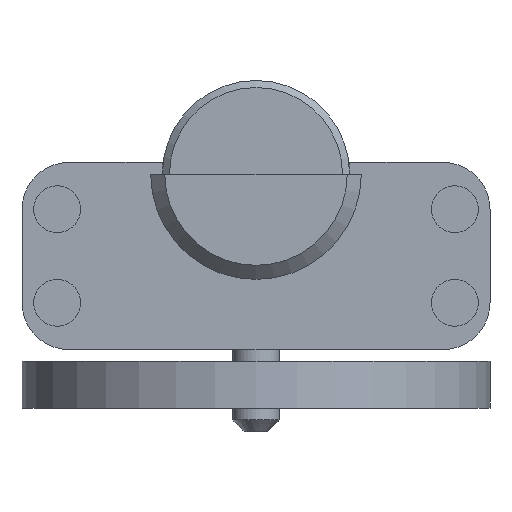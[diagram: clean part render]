
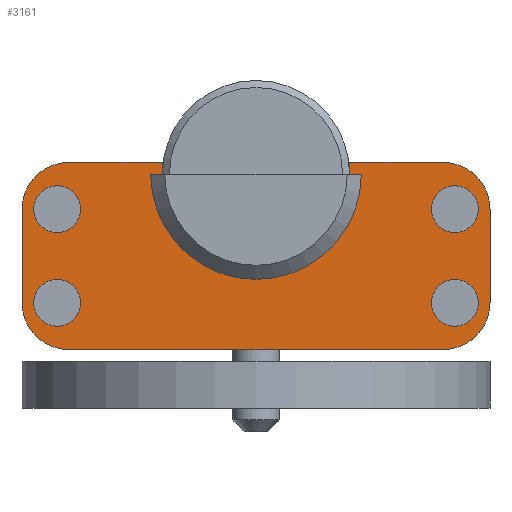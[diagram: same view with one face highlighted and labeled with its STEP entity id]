
A CAD part, front view. The second image highlights one B-rep face of the part: STEP entity #3161.
In plain terms, the highlighted planar face has unit normal (0, -1, 0).
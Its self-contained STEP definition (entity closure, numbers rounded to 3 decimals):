
#130=FACE_BOUND('',#352,.T.);
#131=FACE_BOUND('',#353,.T.);
#132=FACE_BOUND('',#354,.T.);
#133=FACE_BOUND('',#355,.T.);
#170=FACE_OUTER_BOUND('',#351,.T.);
#351=EDGE_LOOP('',(#2026,#2027,#2028,#2029,#2030,#2031,#2032,#2033,#2034,
#2035,#2036,#2037,#2038,#2039));
#352=EDGE_LOOP('',(#2040));
#353=EDGE_LOOP('',(#2041));
#354=EDGE_LOOP('',(#2042));
#355=EDGE_LOOP('',(#2043));
#572=CIRCLE('',#3526,20.);
#573=CIRCLE('',#3527,20.);
#574=CIRCLE('',#3528,40.);
#575=CIRCLE('',#3529,45.);
#576=CIRCLE('',#3530,40.);
#577=CIRCLE('',#3531,20.);
#578=CIRCLE('',#3532,20.);
#579=CIRCLE('',#3533,10.);
#580=CIRCLE('',#3534,10.);
#581=CIRCLE('',#3535,10.);
#582=CIRCLE('',#3536,10.);
#727=LINE('',#4855,#1010);
#728=LINE('',#4859,#1011);
#729=LINE('',#4863,#1012);
#730=LINE('',#4867,#1013);
#731=LINE('',#4871,#1014);
#732=LINE('',#4875,#1015);
#733=LINE('',#4879,#1016);
#1010=VECTOR('',#3877,160.);
#1011=VECTOR('',#3880,40.);
#1012=VECTOR('',#3883,40.314);
#1013=VECTOR('',#3886,5.);
#1014=VECTOR('',#3889,5.);
#1015=VECTOR('',#3892,40.314);
#1016=VECTOR('',#3895,40.);
#1293=VERTEX_POINT('',#4853);
#1294=VERTEX_POINT('',#4854);
#1295=VERTEX_POINT('',#4856);
#1296=VERTEX_POINT('',#4858);
#1297=VERTEX_POINT('',#4860);
#1298=VERTEX_POINT('',#4862);
#1299=VERTEX_POINT('',#4864);
#1300=VERTEX_POINT('',#4866);
#1301=VERTEX_POINT('',#4868);
#1302=VERTEX_POINT('',#4870);
#1303=VERTEX_POINT('',#4872);
#1304=VERTEX_POINT('',#4874);
#1305=VERTEX_POINT('',#4876);
#1306=VERTEX_POINT('',#4878);
#1307=VERTEX_POINT('',#4881);
#1308=VERTEX_POINT('',#4883);
#1309=VERTEX_POINT('',#4885);
#1310=VERTEX_POINT('',#4887);
#1584=EDGE_CURVE('',#1293,#1294,#727,.T.);
#1585=EDGE_CURVE('',#1294,#1295,#572,.F.);
#1586=EDGE_CURVE('',#1296,#1295,#728,.T.);
#1587=EDGE_CURVE('',#1296,#1297,#573,.F.);
#1588=EDGE_CURVE('',#1298,#1297,#729,.T.);
#1589=EDGE_CURVE('',#1299,#1298,#574,.F.);
#1590=EDGE_CURVE('',#1299,#1300,#730,.T.);
#1591=EDGE_CURVE('',#1300,#1301,#575,.T.);
#1592=EDGE_CURVE('',#1301,#1302,#731,.T.);
#1593=EDGE_CURVE('',#1303,#1302,#576,.F.);
#1594=EDGE_CURVE('',#1304,#1303,#732,.T.);
#1595=EDGE_CURVE('',#1304,#1305,#577,.F.);
#1596=EDGE_CURVE('',#1305,#1306,#733,.T.);
#1597=EDGE_CURVE('',#1306,#1293,#578,.F.);
#1598=EDGE_CURVE('',#1307,#1307,#579,.F.);
#1599=EDGE_CURVE('',#1308,#1308,#580,.F.);
#1600=EDGE_CURVE('',#1309,#1309,#581,.F.);
#1601=EDGE_CURVE('',#1310,#1310,#582,.F.);
#2026=ORIENTED_EDGE('',*,*,#1584,.T.);
#2027=ORIENTED_EDGE('',*,*,#1585,.T.);
#2028=ORIENTED_EDGE('',*,*,#1586,.F.);
#2029=ORIENTED_EDGE('',*,*,#1587,.T.);
#2030=ORIENTED_EDGE('',*,*,#1588,.F.);
#2031=ORIENTED_EDGE('',*,*,#1589,.F.);
#2032=ORIENTED_EDGE('',*,*,#1590,.T.);
#2033=ORIENTED_EDGE('',*,*,#1591,.T.);
#2034=ORIENTED_EDGE('',*,*,#1592,.T.);
#2035=ORIENTED_EDGE('',*,*,#1593,.F.);
#2036=ORIENTED_EDGE('',*,*,#1594,.F.);
#2037=ORIENTED_EDGE('',*,*,#1595,.T.);
#2038=ORIENTED_EDGE('',*,*,#1596,.T.);
#2039=ORIENTED_EDGE('',*,*,#1597,.T.);
#2040=ORIENTED_EDGE('',*,*,#1598,.F.);
#2041=ORIENTED_EDGE('',*,*,#1599,.F.);
#2042=ORIENTED_EDGE('',*,*,#1600,.F.);
#2043=ORIENTED_EDGE('',*,*,#1601,.F.);
#2910=PLANE('',#3525);
#3161=ADVANCED_FACE('',(#170,#130,#131,#132,#133),#2910,.F.);
#3525=AXIS2_PLACEMENT_3D('',#4852,#3875,#3876);
#3526=AXIS2_PLACEMENT_3D('',#4857,#3878,#3879);
#3527=AXIS2_PLACEMENT_3D('',#4861,#3881,#3882);
#3528=AXIS2_PLACEMENT_3D('',#4865,#3884,#3885);
#3529=AXIS2_PLACEMENT_3D('',#4869,#3887,#3888);
#3530=AXIS2_PLACEMENT_3D('',#4873,#3890,#3891);
#3531=AXIS2_PLACEMENT_3D('',#4877,#3893,#3894);
#3532=AXIS2_PLACEMENT_3D('',#4880,#3896,#3897);
#3533=AXIS2_PLACEMENT_3D('',#4882,#3898,#3899);
#3534=AXIS2_PLACEMENT_3D('',#4884,#3900,#3901);
#3535=AXIS2_PLACEMENT_3D('',#4886,#3902,#3903);
#3536=AXIS2_PLACEMENT_3D('',#4888,#3904,#3905);
#3875=DIRECTION('center_axis',(0.,1.,0.));
#3876=DIRECTION('ref_axis',(0.,0.,1.));
#3877=DIRECTION('',(1.,0.,0.));
#3878=DIRECTION('center_axis',(0.,1.,0.));
#3879=DIRECTION('ref_axis',(0.,0.,1.));
#3880=DIRECTION('',(0.,0.,-1.));
#3881=DIRECTION('center_axis',(0.,1.,0.));
#3882=DIRECTION('ref_axis',(0.,0.,1.));
#3883=DIRECTION('',(1.,0.,0.));
#3884=DIRECTION('center_axis',(0.,1.,0.));
#3885=DIRECTION('ref_axis',(0.,0.,1.));
#3886=DIRECTION('',(1.,0.,0.));
#3887=DIRECTION('center_axis',(0.,1.,0.));
#3888=DIRECTION('ref_axis',(0.,0.,1.));
#3889=DIRECTION('',(1.,0.,0.));
#3890=DIRECTION('center_axis',(0.,1.,0.));
#3891=DIRECTION('ref_axis',(0.,0.,1.));
#3892=DIRECTION('',(1.,0.,0.));
#3893=DIRECTION('center_axis',(0.,1.,0.));
#3894=DIRECTION('ref_axis',(0.,0.,1.));
#3895=DIRECTION('',(0.,0.,-1.));
#3896=DIRECTION('center_axis',(0.,1.,0.));
#3897=DIRECTION('ref_axis',(0.,0.,1.));
#3898=DIRECTION('center_axis',(0.,1.,0.));
#3899=DIRECTION('ref_axis',(0.,0.,1.));
#3900=DIRECTION('center_axis',(0.,1.,0.));
#3901=DIRECTION('ref_axis',(0.,0.,1.));
#3902=DIRECTION('center_axis',(0.,1.,0.));
#3903=DIRECTION('ref_axis',(0.,0.,1.));
#3904=DIRECTION('center_axis',(0.,1.,0.));
#3905=DIRECTION('ref_axis',(0.,0.,1.));
#4852=CARTESIAN_POINT('Origin',(-100.,0.,40.));
#4853=CARTESIAN_POINT('',(-80.,0.,-40.));
#4854=CARTESIAN_POINT('',(80.,0.,-40.));
#4855=CARTESIAN_POINT('',(-80.,0.,-40.));
#4856=CARTESIAN_POINT('',(100.,0.,-20.));
#4857=CARTESIAN_POINT('Origin',(80.,0.,-20.));
#4858=CARTESIAN_POINT('',(100.,0.,20.));
#4859=CARTESIAN_POINT('',(100.,0.,20.));
#4860=CARTESIAN_POINT('',(80.,0.,40.));
#4861=CARTESIAN_POINT('Origin',(80.,0.,20.));
#4862=CARTESIAN_POINT('',(39.686,0.,40.));
#4863=CARTESIAN_POINT('',(39.686,0.,40.));
#4864=CARTESIAN_POINT('',(40.,0.,35.));
#4865=CARTESIAN_POINT('Origin',(0.,0.,35.));
#4866=CARTESIAN_POINT('',(45.,0.,35.));
#4867=CARTESIAN_POINT('',(40.,0.,35.));
#4868=CARTESIAN_POINT('',(-45.,0.,35.));
#4869=CARTESIAN_POINT('Origin',(0.,0.,35.));
#4870=CARTESIAN_POINT('',(-40.,0.,35.));
#4871=CARTESIAN_POINT('',(-45.,0.,35.));
#4872=CARTESIAN_POINT('',(-39.686,0.,40.));
#4873=CARTESIAN_POINT('Origin',(0.,0.,35.));
#4874=CARTESIAN_POINT('',(-80.,0.,40.));
#4875=CARTESIAN_POINT('',(-80.,0.,40.));
#4876=CARTESIAN_POINT('',(-100.,0.,20.));
#4877=CARTESIAN_POINT('Origin',(-80.,0.,20.));
#4878=CARTESIAN_POINT('',(-100.,0.,-20.));
#4879=CARTESIAN_POINT('',(-100.,0.,20.));
#4880=CARTESIAN_POINT('Origin',(-80.,0.,-20.));
#4881=CARTESIAN_POINT('',(85.,0.,10.));
#4882=CARTESIAN_POINT('Origin',(85.,0.,20.));
#4883=CARTESIAN_POINT('',(85.,0.,-30.));
#4884=CARTESIAN_POINT('Origin',(85.,0.,-20.));
#4885=CARTESIAN_POINT('',(-85.,0.,-30.));
#4886=CARTESIAN_POINT('Origin',(-85.,0.,-20.));
#4887=CARTESIAN_POINT('',(-85.,0.,10.));
#4888=CARTESIAN_POINT('Origin',(-85.,0.,20.));
